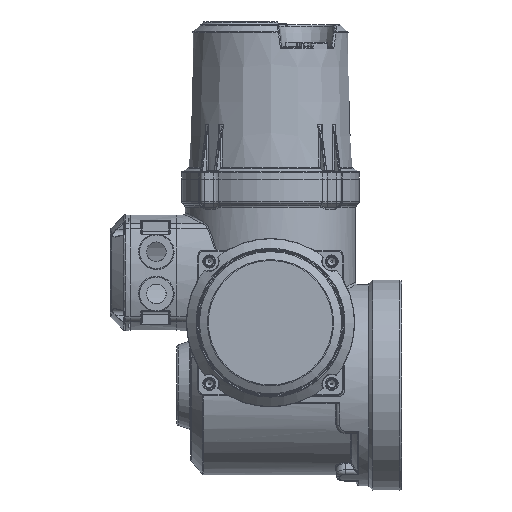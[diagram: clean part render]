
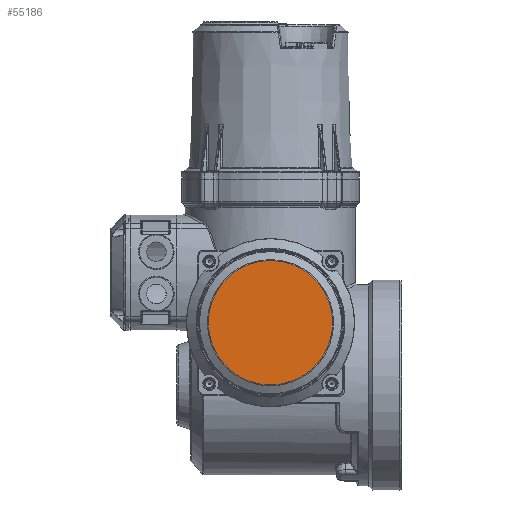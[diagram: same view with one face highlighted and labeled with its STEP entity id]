
A CAD part, left-side view. The second image highlights one B-rep face of the part: STEP entity #55186.
In plain terms, the highlighted face is planar.
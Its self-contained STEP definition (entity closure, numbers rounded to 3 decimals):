
#4734=PLANE('',#61904);
#7947=FACE_OUTER_BOUND('',#11555,.T.);
#11555=EDGE_LOOP('',(#50133,#50134));
#20084=CIRCLE('',#61830,66.464);
#20085=CIRCLE('',#61831,66.464);
#25336=VERTEX_POINT('',#187048);
#25337=VERTEX_POINT('',#187050);
#33610=EDGE_CURVE('',#25337,#25336,#20084,.T.);
#33611=EDGE_CURVE('',#25336,#25337,#20085,.T.);
#50133=ORIENTED_EDGE('',*,*,#33610,.T.);
#50134=ORIENTED_EDGE('',*,*,#33611,.T.);
#55186=ADVANCED_FACE('',(#7947),#4734,.F.);
#61830=AXIS2_PLACEMENT_3D('',#187051,#77139,#77140);
#61831=AXIS2_PLACEMENT_3D('',#187052,#77141,#77142);
#61904=AXIS2_PLACEMENT_3D('',#188420,#77304,#77305);
#77139=DIRECTION('center_axis',(0.,0.,-1.));
#77140=DIRECTION('ref_axis',(1.,0.,0.));
#77141=DIRECTION('center_axis',(0.,0.,-1.));
#77142=DIRECTION('ref_axis',(1.,0.,0.));
#77304=DIRECTION('center_axis',(0.,0.,1.));
#77305=DIRECTION('ref_axis',(1.,0.,0.));
#187048=CARTESIAN_POINT('',(-92.993,-10.45,-283.243));
#187050=CARTESIAN_POINT('',(39.936,-10.45,-283.243));
#187051=CARTESIAN_POINT('Origin',(-26.529,-10.45,-283.243));
#187052=CARTESIAN_POINT('Origin',(-26.529,-10.45,-283.243));
#188420=CARTESIAN_POINT('Origin',(40.471,-10.45,-283.243));
